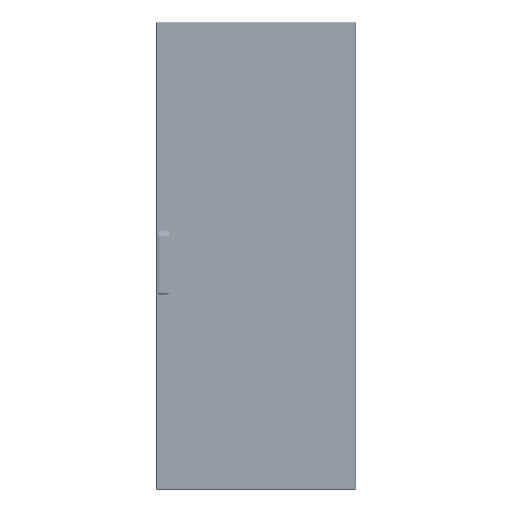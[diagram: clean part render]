
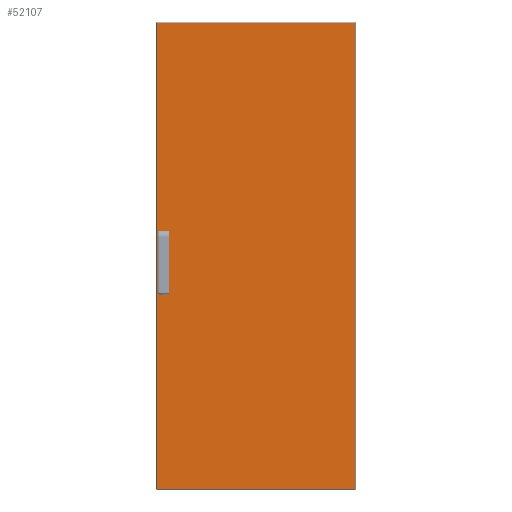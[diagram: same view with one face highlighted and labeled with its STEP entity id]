
A CAD part, top view. The second image highlights one B-rep face of the part: STEP entity #52107.
In plain terms, the highlighted planar face has unit normal (0, 0, 1).
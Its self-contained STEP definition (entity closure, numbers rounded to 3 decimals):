
#2250 = CARTESIAN_POINT ( 'NONE',  ( 294., 694.5, 0. ) ) ;
#2251 = DIRECTION ( 'NONE',  ( -1., 0., 0. ) ) ;
#2263 = CARTESIAN_POINT ( 'NONE',  ( -271., 50., 0. ) ) ;
#2264 = DIRECTION ( 'NONE',  ( 0., 1., 0. ) ) ;
#2268 = CARTESIAN_POINT ( 'NONE',  ( 294., -697.5, 0. ) ) ;
#2269 = DIRECTION ( 'NONE',  ( 0., 1., 0. ) ) ;
#2270 = CARTESIAN_POINT ( 'NONE',  ( -271., -50., 0. ) ) ;
#2271 = DIRECTION ( 'NONE',  ( 1., 0., 0. ) ) ;
#2272 = CARTESIAN_POINT ( 'NONE',  ( -271., -54.3, 0. ) ) ;
#2273 = DIRECTION ( 'NONE',  ( 0., 1., 0. ) ) ;
#2274 = CARTESIAN_POINT ( 'NONE',  ( -294., 697.5, 0. ) ) ;
#2275 = DIRECTION ( 'NONE',  ( 0., -1., 0. ) ) ;
#2276 = CARTESIAN_POINT ( 'NONE',  ( -294., -694.5, 0. ) ) ;
#2277 = DIRECTION ( 'NONE',  ( 1., 0., 0. ) ) ;
#2278 = CARTESIAN_POINT ( 'NONE',  ( -263., 50., 0. ) ) ;
#2279 = DIRECTION ( 'NONE',  ( 0., 1., 0. ) ) ;
#2280 = CARTESIAN_POINT ( 'NONE',  ( -280., 50., 0. ) ) ;
#2281 = DIRECTION ( 'NONE',  ( 0., -1., 0. ) ) ;
#2282 = CARTESIAN_POINT ( 'NONE',  ( -280., -54.3, 0. ) ) ;
#2283 = DIRECTION ( 'NONE',  ( 0., -1., 0. ) ) ;
#2284 = CARTESIAN_POINT ( 'NONE',  ( -275.5, 54.3, 0. ) ) ;
#2285 = DIRECTION ( 'NONE',  ( 0., 0., 1. ) ) ;
#2286 = DIRECTION ( 'NONE',  ( 1., 0., 0. ) ) ;
#2287 = CARTESIAN_POINT ( 'NONE',  ( -271., 50., 0. ) ) ;
#2288 = DIRECTION ( 'NONE',  ( -1., 0., 0. ) ) ;
#2289 = CARTESIAN_POINT ( 'NONE',  ( -288., 50., 0. ) ) ;
#2290 = DIRECTION ( 'NONE',  ( -1., 0., 0. ) ) ;
#2293 = CARTESIAN_POINT ( 'NONE',  ( -275.5, -54.3, 0. ) ) ;
#2294 = DIRECTION ( 'NONE',  ( 0., 0., 1. ) ) ;
#2295 = DIRECTION ( 'NONE',  ( 1., 0., 0. ) ) ;
#2296 = CARTESIAN_POINT ( 'NONE',  ( -288., -50., 0. ) ) ;
#2297 = DIRECTION ( 'NONE',  ( 1., 0., 0. ) ) ;
#2298 = CARTESIAN_POINT ( 'NONE',  ( -288., 50., 0. ) ) ;
#2299 = DIRECTION ( 'NONE',  ( 0., -1., 0. ) ) ;
#3185 = EDGE_CURVE ( 'NONE', #60982, #60996, #7331, .T. ) ;
#3189 = EDGE_CURVE ( 'NONE', #60984, #60982, #7337, .T. ) ;
#3190 = EDGE_CURVE ( 'NONE', #60998, #61000, #7339, .T. ) ;
#3191 = EDGE_CURVE ( 'NONE', #61014, #60998, #7341, .T. ) ;
#3192 = EDGE_CURVE ( 'NONE', #60996, #60988, #7343, .T. ) ;
#3193 = EDGE_CURVE ( 'NONE', #60988, #60984, #7345, .T. ) ;
#3194 = EDGE_CURVE ( 'NONE', #61000, #61002, #7347, .T. ) ;
#3195 = EDGE_CURVE ( 'NONE', #61008, #61012, #7349, .T. ) ;
#3196 = EDGE_CURVE ( 'NONE', #61006, #61008, #7351, .T. ) ;
#3197 = EDGE_CURVE ( 'NONE', #61004, #61006, #7353, .T. ) ;
#3198 = EDGE_CURVE ( 'NONE', #61002, #61004, #7354, .T. ) ;
#3199 = EDGE_CURVE ( 'NONE', #61012, #61044, #7356, .T. ) ;
#3200 = EDGE_CURVE ( 'NONE', #61042, #61014, #7358, .T. ) ;
#3201 = EDGE_CURVE ( 'NONE', #61016, #61042, #7360, .T. ) ;
#3202 = EDGE_CURVE ( 'NONE', #61010, #61016, #7361, .T. ) ;
#3203 = EDGE_CURVE ( 'NONE', #61044, #61010, #7363, .T. ) ;
#7331 = LINE ( 'NONE', #2250, #7333 ) ;
#7333 = VECTOR ( 'NONE', #2251, 1000. ) ;
#7337 = LINE ( 'NONE', #2268, #7340 ) ;
#7339 = LINE ( 'NONE', #2270, #7342 ) ;
#7340 = VECTOR ( 'NONE', #2269, 1000. ) ;
#7341 = LINE ( 'NONE', #2272, #7344 ) ;
#7342 = VECTOR ( 'NONE', #2271, 1000. ) ;
#7343 = LINE ( 'NONE', #2274, #7346 ) ;
#7344 = VECTOR ( 'NONE', #2273, 1000. ) ;
#7345 = LINE ( 'NONE', #2276, #7348 ) ;
#7346 = VECTOR ( 'NONE', #2275, 1000. ) ;
#7347 = LINE ( 'NONE', #2278, #7350 ) ;
#7348 = VECTOR ( 'NONE', #2277, 1000. ) ;
#7349 = LINE ( 'NONE', #2280, #7352 ) ;
#7350 = VECTOR ( 'NONE', #2279, 1000. ) ;
#7351 = CIRCLE ( 'NONE', #42263, 4.5 ) ;
#7352 = VECTOR ( 'NONE', #2281, 1000. ) ;
#7353 = LINE ( 'NONE', #2263, #7355 ) ;
#7354 = LINE ( 'NONE', #2287, #7357 ) ;
#7355 = VECTOR ( 'NONE', #2264, 1000. ) ;
#7356 = LINE ( 'NONE', #2289, #7359 ) ;
#7357 = VECTOR ( 'NONE', #2288, 1000. ) ;
#7358 = CIRCLE ( 'NONE', #42262, 4.5 ) ;
#7359 = VECTOR ( 'NONE', #2290, 1000. ) ;
#7360 = LINE ( 'NONE', #2282, #7362 ) ;
#7361 = LINE ( 'NONE', #2296, #7364 ) ;
#7362 = VECTOR ( 'NONE', #2283, 1000. ) ;
#7363 = LINE ( 'NONE', #2298, #7366 ) ;
#7364 = VECTOR ( 'NONE', #2297, 1000. ) ;
#7366 = VECTOR ( 'NONE', #2299, 1000. ) ;
#14276 = PLANE ( 'NONE',  #65484 ) ;
#14277 = CARTESIAN_POINT ( 'NONE',  ( 0., 0., 0. ) ) ;
#14281 = DIRECTION ( 'NONE',  ( 0., 0., 1. ) ) ;
#14282 = DIRECTION ( 'NONE',  ( 1., 0., 0. ) ) ;
#14353 = ORIENTED_EDGE ( 'NONE', *, *, #3200, .F. ) ;
#14354 = ORIENTED_EDGE ( 'NONE', *, *, #3201, .F. ) ;
#14355 = ORIENTED_EDGE ( 'NONE', *, *, #3202, .F. ) ;
#14356 = ORIENTED_EDGE ( 'NONE', *, *, #3203, .F. ) ;
#14357 = ORIENTED_EDGE ( 'NONE', *, *, #3199, .F. ) ;
#14358 = ORIENTED_EDGE ( 'NONE', *, *, #3195, .F. ) ;
#14359 = ORIENTED_EDGE ( 'NONE', *, *, #3196, .F. ) ;
#14360 = ORIENTED_EDGE ( 'NONE', *, *, #3197, .F. ) ;
#14361 = ORIENTED_EDGE ( 'NONE', *, *, #3198, .F. ) ;
#14362 = ORIENTED_EDGE ( 'NONE', *, *, #3194, .F. ) ;
#14363 = ORIENTED_EDGE ( 'NONE', *, *, #3190, .F. ) ;
#14364 = ORIENTED_EDGE ( 'NONE', *, *, #3191, .F. ) ;
#14365 = ORIENTED_EDGE ( 'NONE', *, *, #3192, .T. ) ;
#14366 = ORIENTED_EDGE ( 'NONE', *, *, #3193, .T. ) ;
#14367 = ORIENTED_EDGE ( 'NONE', *, *, #3189, .T. ) ;
#14368 = ORIENTED_EDGE ( 'NONE', *, *, #3185, .T. ) ;
#19097 = FACE_BOUND ( 'NONE', #42089, .T. ) ;
#19099 = FACE_OUTER_BOUND ( 'NONE', #42096, .T. ) ;
#42089 = EDGE_LOOP ( 'NONE', ( #14353, #14354, #14355, #14356, #14357, #14358, #14359, #14360, #14361, #14362, #14363, #14364 ) ) ;
#42096 = EDGE_LOOP ( 'NONE', ( #14365, #14366, #14367, #14368 ) ) ;
#42262 = AXIS2_PLACEMENT_3D ( 'NONE', #2293, #2294, #2295 ) ;
#42263 = AXIS2_PLACEMENT_3D ( 'NONE', #2284, #2285, #2286 ) ;
#52107 = ADVANCED_FACE ( 'NONE', ( #19097, #19099 ), #14276, .T. ) ;
#59998 = CARTESIAN_POINT ( 'NONE',  ( 294., 694.5, 0. ) ) ;
#60000 = CARTESIAN_POINT ( 'NONE',  ( 294., -694.5, 0. ) ) ;
#60004 = CARTESIAN_POINT ( 'NONE',  ( -294., -694.5, 0. ) ) ;
#60012 = CARTESIAN_POINT ( 'NONE',  ( -294., 694.5, 0. ) ) ;
#60014 = CARTESIAN_POINT ( 'NONE',  ( -271., -50., 0. ) ) ;
#60015 = CARTESIAN_POINT ( 'NONE',  ( -263., -50., 0. ) ) ;
#60016 = CARTESIAN_POINT ( 'NONE',  ( -263., 50., 0. ) ) ;
#60017 = CARTESIAN_POINT ( 'NONE',  ( -271., 50., 0. ) ) ;
#60018 = CARTESIAN_POINT ( 'NONE',  ( -271., 54.3, 0. ) ) ;
#60020 = CARTESIAN_POINT ( 'NONE',  ( -280., 54.3, 0. ) ) ;
#60022 = CARTESIAN_POINT ( 'NONE',  ( -288., -50., 0. ) ) ;
#60024 = CARTESIAN_POINT ( 'NONE',  ( -280., 50., 0. ) ) ;
#60026 = CARTESIAN_POINT ( 'NONE',  ( -271., -54.3, 0. ) ) ;
#60028 = CARTESIAN_POINT ( 'NONE',  ( -280., -50., 0. ) ) ;
#60050 = CARTESIAN_POINT ( 'NONE',  ( -280., -54.3, 0. ) ) ;
#60051 = CARTESIAN_POINT ( 'NONE',  ( -288., 50., 0. ) ) ;
#60982 = VERTEX_POINT ( 'NONE', #59998 ) ;
#60984 = VERTEX_POINT ( 'NONE', #60000 ) ;
#60988 = VERTEX_POINT ( 'NONE', #60004 ) ;
#60996 = VERTEX_POINT ( 'NONE', #60012 ) ;
#60998 = VERTEX_POINT ( 'NONE', #60014 ) ;
#61000 = VERTEX_POINT ( 'NONE', #60015 ) ;
#61002 = VERTEX_POINT ( 'NONE', #60016 ) ;
#61004 = VERTEX_POINT ( 'NONE', #60017 ) ;
#61006 = VERTEX_POINT ( 'NONE', #60018 ) ;
#61008 = VERTEX_POINT ( 'NONE', #60020 ) ;
#61010 = VERTEX_POINT ( 'NONE', #60022 ) ;
#61012 = VERTEX_POINT ( 'NONE', #60024 ) ;
#61014 = VERTEX_POINT ( 'NONE', #60026 ) ;
#61016 = VERTEX_POINT ( 'NONE', #60028 ) ;
#61042 = VERTEX_POINT ( 'NONE', #60050 ) ;
#61044 = VERTEX_POINT ( 'NONE', #60051 ) ;
#65484 = AXIS2_PLACEMENT_3D ( 'NONE', #14277, #14281, #14282 ) ;
